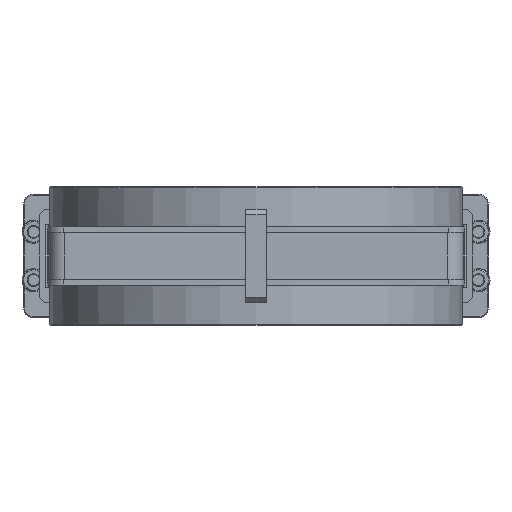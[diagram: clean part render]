
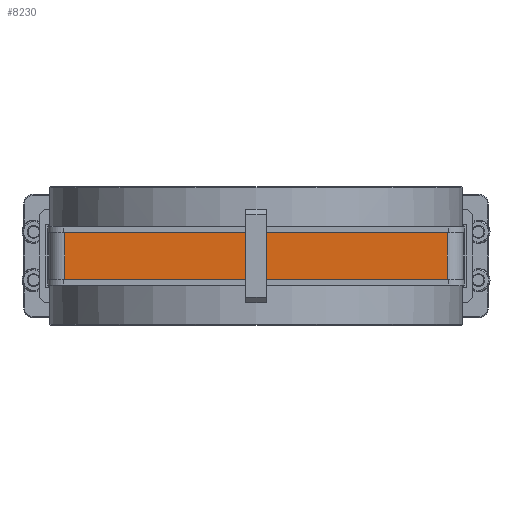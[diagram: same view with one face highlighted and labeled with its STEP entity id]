
A CAD part, front view. The second image highlights one B-rep face of the part: STEP entity #8230.
In plain terms, the highlighted planar face has unit normal (0, -1, 0).
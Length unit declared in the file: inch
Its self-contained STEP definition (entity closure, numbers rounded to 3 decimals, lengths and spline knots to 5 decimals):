
#963 = CARTESIAN_POINT ( 'NONE',  ( 4.625, -4.51, -0.5675 ) ) ;
#1226 = VECTOR ( 'NONE', #43519, 39.37008 ) ;
#2058 = CARTESIAN_POINT ( 'NONE',  ( 4.625, -4.51, -0.5675 ) ) ;
#2412 = ORIENTED_EDGE ( 'NONE', *, *, #54737, .F. ) ;
#2605 = LINE ( 'NONE', #20194, #1226 ) ;
#4021 = VERTEX_POINT ( 'NONE', #22042 ) ;
#8230 = ADVANCED_FACE ( 'NONE', ( #23972 ), #42474, .F. ) ;
#11089 = AXIS2_PLACEMENT_3D ( 'NONE', #963, #37900, #33362 ) ;
#12368 = VECTOR ( 'NONE', #31330, 39.37008 ) ;
#14631 = CARTESIAN_POINT ( 'NONE',  ( -4.625, -4.51, 0.5675 ) ) ;
#18889 = VERTEX_POINT ( 'NONE', #14631 ) ;
#20194 = CARTESIAN_POINT ( 'NONE',  ( 4.625, -4.51, 0.5675 ) ) ;
#22042 = CARTESIAN_POINT ( 'NONE',  ( 4.625, -4.51, 0.5675 ) ) ;
#22489 = VECTOR ( 'NONE', #23300, 39.37008 ) ;
#23083 = ORIENTED_EDGE ( 'NONE', *, *, #43960, .F. ) ;
#23300 = DIRECTION ( 'NONE',  ( 0., 0., 1. ) ) ;
#23972 = FACE_OUTER_BOUND ( 'NONE', #49604, .T. ) ;
#26560 = DIRECTION ( 'NONE',  ( 0., 0., -1. ) ) ;
#27664 = ORIENTED_EDGE ( 'NONE', *, *, #55056, .F. ) ;
#28757 = VERTEX_POINT ( 'NONE', #2058 ) ;
#31330 = DIRECTION ( 'NONE',  ( -1., 0., 0. ) ) ;
#31626 = CARTESIAN_POINT ( 'NONE',  ( 0., -4.51, -0.5675 ) ) ;
#31798 = LINE ( 'NONE', #32371, #22489 ) ;
#32371 = CARTESIAN_POINT ( 'NONE',  ( -4.625, -4.51, -0.5675 ) ) ;
#33362 = DIRECTION ( 'NONE',  ( 0., 0., 1. ) ) ;
#37126 = VECTOR ( 'NONE', #26560, 39.37008 ) ;
#37900 = DIRECTION ( 'NONE',  ( 0., 1., 0. ) ) ;
#38319 = EDGE_CURVE ( 'NONE', #28757, #43620, #54656, .T. ) ;
#42474 = PLANE ( 'NONE',  #11089 ) ;
#43519 = DIRECTION ( 'NONE',  ( 1., 0., 0. ) ) ;
#43620 = VERTEX_POINT ( 'NONE', #55100 ) ;
#43960 = EDGE_CURVE ( 'NONE', #4021, #28757, #50187, .T. ) ;
#49604 = EDGE_LOOP ( 'NONE', ( #2412, #27664, #57859, #23083 ) ) ;
#50187 = LINE ( 'NONE', #58354, #37126 ) ;
#54656 = LINE ( 'NONE', #31626, #12368 ) ;
#54737 = EDGE_CURVE ( 'NONE', #18889, #4021, #2605, .T. ) ;
#55056 = EDGE_CURVE ( 'NONE', #43620, #18889, #31798, .T. ) ;
#55100 = CARTESIAN_POINT ( 'NONE',  ( -4.625, -4.51, -0.5675 ) ) ;
#57859 = ORIENTED_EDGE ( 'NONE', *, *, #38319, .F. ) ;
#58354 = CARTESIAN_POINT ( 'NONE',  ( 4.625, -4.51, -0.5675 ) ) ;
